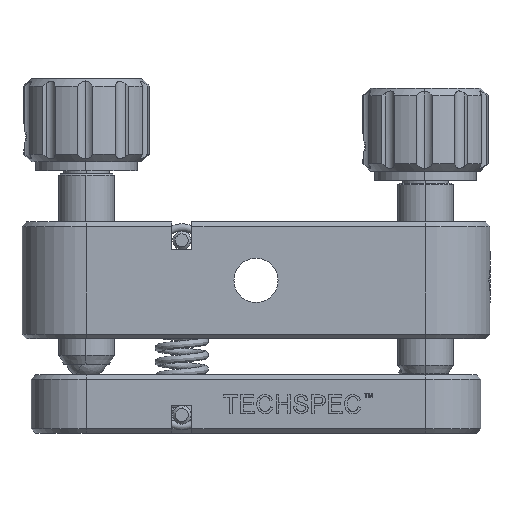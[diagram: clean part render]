
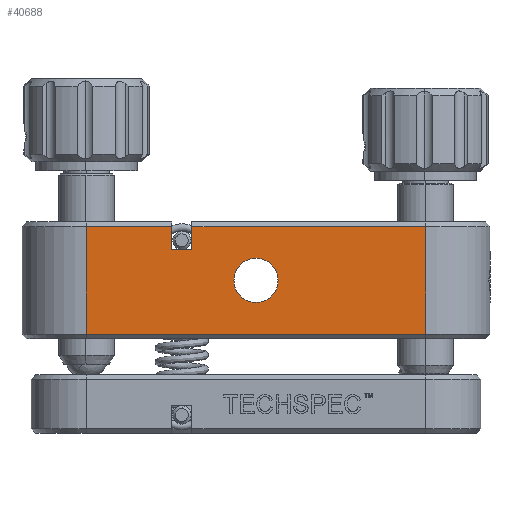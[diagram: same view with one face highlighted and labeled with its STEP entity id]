
A CAD part, left-side view. The second image highlights one B-rep face of the part: STEP entity #40688.
In plain terms, the highlighted planar face has unit normal (-1, 0, 0).
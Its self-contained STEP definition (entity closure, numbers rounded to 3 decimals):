
#18993 = CARTESIAN_POINT ( 'NONE',  ( -24.637, 14.727, 23.683 ) ) ;
#18994 = CARTESIAN_POINT ( 'NONE',  ( -24.637, 9.927, 23.683 ) ) ;
#18995 = DIRECTION ( 'NONE',  ( 0., 1., 0. ) ) ;
#18996 = DIRECTION ( 'NONE',  ( 1., 0., 0. ) ) ;
#18997 = CARTESIAN_POINT ( 'NONE',  ( -24.637, 12.327, 23.683 ) ) ;
#18998 = AXIS2_PLACEMENT_3D ( 'NONE', #18997, #18996, #18995 ) ;
#18999 = CIRCLE ( 'NONE', #18998, 2.4 ) ;
#39530 = EDGE_CURVE ( 'NONE', #39531, #39533, #18999, .T. ) ;
#39531 = VERTEX_POINT ( 'NONE', #18994 ) ;
#39533 = VERTEX_POINT ( 'NONE', #18993 ) ;
#40688 = ADVANCED_FACE ( 'NONE', ( #57291, #57290 ), #57289, .F. ) ;
#40689 = EDGE_LOOP ( 'NONE', ( #40690, #41386 ) ) ;
#40690 = ORIENTED_EDGE ( 'NONE', *, *, #41385, .T. ) ;
#41370 = ORIENTED_EDGE ( 'NONE', *, *, #41371, .F. ) ;
#41371 = EDGE_CURVE ( 'NONE', #41372, #41397, #59250, .T. ) ;
#41372 = VERTEX_POINT ( 'NONE', #59246 ) ;
#41373 = ORIENTED_EDGE ( 'NONE', *, *, #41374, .F. ) ;
#41374 = EDGE_CURVE ( 'NONE', #41375, #41372, #59245, .T. ) ;
#41375 = VERTEX_POINT ( 'NONE', #59241 ) ;
#41376 = ORIENTED_EDGE ( 'NONE', *, *, #41377, .T. ) ;
#41377 = EDGE_CURVE ( 'NONE', #41375, #41378, #59240, .T. ) ;
#41378 = VERTEX_POINT ( 'NONE', #59236 ) ;
#41379 = ORIENTED_EDGE ( 'NONE', *, *, #41380, .T. ) ;
#41380 = EDGE_CURVE ( 'NONE', #41378, #41391, #59235, .T. ) ;
#41385 = EDGE_CURVE ( 'NONE', #39533, #39531, #59284, .T. ) ;
#41386 = ORIENTED_EDGE ( 'NONE', *, *, #39530, .T. ) ;
#41387 = EDGE_LOOP ( 'NONE', ( #41388, #41392, #41394, #41395, #41370, #41373, #41376, #41379 ) ) ;
#41388 = ORIENTED_EDGE ( 'NONE', *, *, #41389, .F. ) ;
#41389 = EDGE_CURVE ( 'NONE', #41390, #41391, #59262, .T. ) ;
#41390 = VERTEX_POINT ( 'NONE', #59258 ) ;
#41391 = VERTEX_POINT ( 'NONE', #59257 ) ;
#41392 = ORIENTED_EDGE ( 'NONE', *, *, #41393, .T. ) ;
#41393 = EDGE_CURVE ( 'NONE', #41390, #41400, #59321, .T. ) ;
#41394 = ORIENTED_EDGE ( 'NONE', *, *, #41399, .T. ) ;
#41395 = ORIENTED_EDGE ( 'NONE', *, *, #41396, .T. ) ;
#41396 = EDGE_CURVE ( 'NONE', #41401, #41397, #59317, .T. ) ;
#41397 = VERTEX_POINT ( 'NONE', #59313 ) ;
#41399 = EDGE_CURVE ( 'NONE', #41400, #41401, #59312, .T. ) ;
#41400 = VERTEX_POINT ( 'NONE', #59308 ) ;
#41401 = VERTEX_POINT ( 'NONE', #59307 ) ;
#57285 = DIRECTION ( 'NONE',  ( 0., 0., -1. ) ) ;
#57286 = DIRECTION ( 'NONE',  ( 1., 0., 0. ) ) ;
#57287 = CARTESIAN_POINT ( 'NONE',  ( -24.637, -61.657, 17.333 ) ) ;
#57288 = AXIS2_PLACEMENT_3D ( 'NONE', #57287, #57286, #57285 ) ;
#57289 = PLANE ( 'NONE',  #57288 ) ;
#57290 = FACE_OUTER_BOUND ( 'NONE', #41387, .T. ) ;
#57291 = FACE_BOUND ( 'NONE', #40689, .T. ) ;
#59232 = DIRECTION ( 'NONE',  ( 0., 1., 0. ) ) ;
#59233 = VECTOR ( 'NONE', #59232, 1000. ) ;
#59234 = CARTESIAN_POINT ( 'NONE',  ( -24.637, 30.727, 29.533 ) ) ;
#59235 = LINE ( 'NONE', #59234, #59233 ) ;
#59236 = CARTESIAN_POINT ( 'NONE',  ( -24.637, 21.477, 29.533 ) ) ;
#59237 = DIRECTION ( 'NONE',  ( 0., 0., 1. ) ) ;
#59238 = VECTOR ( 'NONE', #59237, 1000. ) ;
#59239 = CARTESIAN_POINT ( 'NONE',  ( -24.637, 21.477, 27.033 ) ) ;
#59240 = LINE ( 'NONE', #59239, #59238 ) ;
#59241 = CARTESIAN_POINT ( 'NONE',  ( -24.637, 21.477, 27.033 ) ) ;
#59242 = DIRECTION ( 'NONE',  ( 0., -1., 0. ) ) ;
#59243 = VECTOR ( 'NONE', #59242, 1000. ) ;
#59244 = CARTESIAN_POINT ( 'NONE',  ( -24.637, 21.477, 27.033 ) ) ;
#59245 = LINE ( 'NONE', #59244, #59243 ) ;
#59246 = CARTESIAN_POINT ( 'NONE',  ( -24.637, 19.277, 27.033 ) ) ;
#59247 = DIRECTION ( 'NONE',  ( 0., 0., 1. ) ) ;
#59248 = VECTOR ( 'NONE', #59247, 1000. ) ;
#59249 = CARTESIAN_POINT ( 'NONE',  ( -24.637, 19.277, 27.033 ) ) ;
#59250 = LINE ( 'NONE', #59249, #59248 ) ;
#59257 = CARTESIAN_POINT ( 'NONE',  ( -24.637, 30.727, 29.533 ) ) ;
#59258 = CARTESIAN_POINT ( 'NONE',  ( -24.637, 30.727, 17.833 ) ) ;
#59259 = DIRECTION ( 'NONE',  ( 0., 0., 1. ) ) ;
#59260 = VECTOR ( 'NONE', #59259, 1000. ) ;
#59261 = CARTESIAN_POINT ( 'NONE',  ( -24.637, 30.727, 17.333 ) ) ;
#59262 = LINE ( 'NONE', #59261, #59260 ) ;
#59281 = DIRECTION ( 'NONE',  ( 0., 1., 0. ) ) ;
#59282 = DIRECTION ( 'NONE',  ( 1., 0., 0. ) ) ;
#59283 = AXIS2_PLACEMENT_3D ( 'NONE', #59287, #59282, #59281 ) ;
#59284 = CIRCLE ( 'NONE', #59283, 2.4 ) ;
#59287 = CARTESIAN_POINT ( 'NONE',  ( -24.637, 12.327, 23.683 ) ) ;
#59307 = CARTESIAN_POINT ( 'NONE',  ( -24.637, -6.073, 29.533 ) ) ;
#59308 = CARTESIAN_POINT ( 'NONE',  ( -24.637, -6.073, 17.833 ) ) ;
#59309 = DIRECTION ( 'NONE',  ( 0., 0., 1. ) ) ;
#59310 = VECTOR ( 'NONE', #59309, 1000. ) ;
#59311 = CARTESIAN_POINT ( 'NONE',  ( -24.637, -6.073, 17.333 ) ) ;
#59312 = LINE ( 'NONE', #59311, #59310 ) ;
#59313 = CARTESIAN_POINT ( 'NONE',  ( -24.637, 19.277, 29.533 ) ) ;
#59314 = DIRECTION ( 'NONE',  ( 0., 1., 0. ) ) ;
#59315 = VECTOR ( 'NONE', #59314, 1000. ) ;
#59316 = CARTESIAN_POINT ( 'NONE',  ( -24.637, 19.277, 29.533 ) ) ;
#59317 = LINE ( 'NONE', #59316, #59315 ) ;
#59318 = DIRECTION ( 'NONE',  ( 0., -1., 0. ) ) ;
#59319 = VECTOR ( 'NONE', #59318, 1000. ) ;
#59320 = CARTESIAN_POINT ( 'NONE',  ( -24.637, -61.657, 17.833 ) ) ;
#59321 = LINE ( 'NONE', #59320, #59319 ) ;
